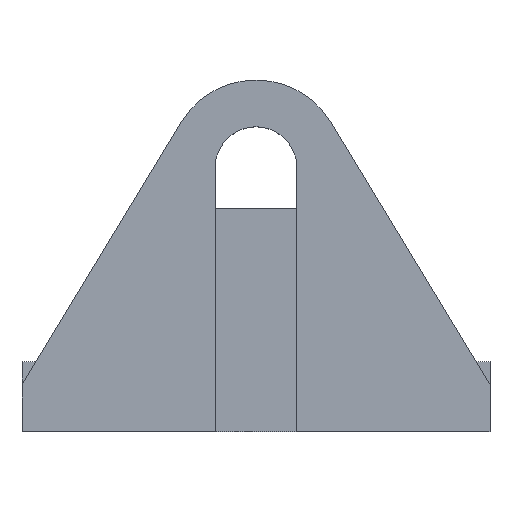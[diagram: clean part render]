
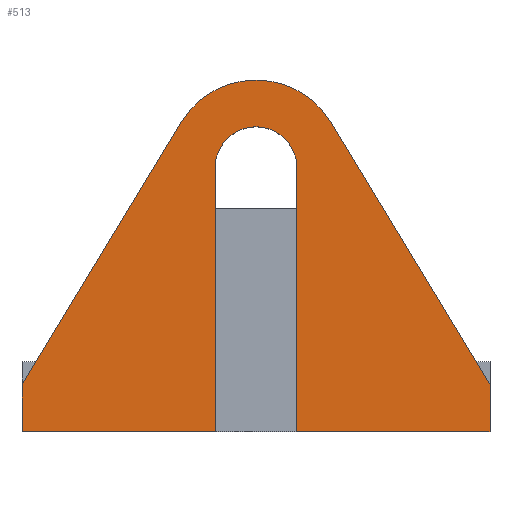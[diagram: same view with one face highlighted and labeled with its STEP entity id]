
A CAD part, top view. The second image highlights one B-rep face of the part: STEP entity #513.
In plain terms, the highlighted planar face has unit normal (0, 0, 1).
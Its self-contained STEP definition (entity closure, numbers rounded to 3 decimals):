
#24=CIRCLE('',#543,3.75);
#26=CIRCLE('',#550,1.75);
#45=FACE_OUTER_BOUND('',#73,.T.);
#73=EDGE_LOOP('',(#379,#380,#381,#382,#383,#384,#385,#386,#387,#388));
#99=LINE('',#720,#161);
#104=LINE('',#733,#166);
#107=LINE('',#739,#169);
#110=LINE('',#745,#172);
#113=LINE('',#751,#175);
#117=LINE('',#763,#179);
#120=LINE('',#769,#182);
#122=LINE('',#772,#184);
#161=VECTOR('',#582,13.114);
#166=VECTOR('',#595,13.114);
#169=VECTOR('',#600,2.);
#172=VECTOR('',#605,8.25);
#175=VECTOR('',#610,11.275);
#179=VECTOR('',#622,11.275);
#182=VECTOR('',#627,8.25);
#184=VECTOR('',#631,2.);
#223=VERTEX_POINT('',#717);
#224=VERTEX_POINT('',#719);
#226=VERTEX_POINT('',#725);
#228=VERTEX_POINT('',#731);
#230=VERTEX_POINT('',#737);
#232=VERTEX_POINT('',#743);
#234=VERTEX_POINT('',#749);
#236=VERTEX_POINT('',#755);
#238=VERTEX_POINT('',#761);
#240=VERTEX_POINT('',#767);
#271=EDGE_CURVE('',#224,#223,#99,.T.);
#275=EDGE_CURVE('',#223,#226,#24,.T.);
#278=EDGE_CURVE('',#228,#226,#104,.T.);
#281=EDGE_CURVE('',#228,#230,#107,.T.);
#284=EDGE_CURVE('',#230,#232,#110,.T.);
#287=EDGE_CURVE('',#234,#232,#113,.T.);
#290=EDGE_CURVE('',#236,#234,#26,.T.);
#293=EDGE_CURVE('',#236,#238,#117,.T.);
#296=EDGE_CURVE('',#238,#240,#120,.T.);
#298=EDGE_CURVE('',#224,#240,#122,.T.);
#379=ORIENTED_EDGE('',*,*,#271,.T.);
#380=ORIENTED_EDGE('',*,*,#275,.T.);
#381=ORIENTED_EDGE('',*,*,#278,.F.);
#382=ORIENTED_EDGE('',*,*,#281,.T.);
#383=ORIENTED_EDGE('',*,*,#284,.T.);
#384=ORIENTED_EDGE('',*,*,#287,.F.);
#385=ORIENTED_EDGE('',*,*,#290,.F.);
#386=ORIENTED_EDGE('',*,*,#293,.T.);
#387=ORIENTED_EDGE('',*,*,#296,.T.);
#388=ORIENTED_EDGE('',*,*,#298,.F.);
#487=PLANE('',#554);
#513=ADVANCED_FACE('',(#45),#487,.T.);
#543=AXIS2_PLACEMENT_3D('',#727,#589,#590);
#550=AXIS2_PLACEMENT_3D('',#757,#616,#617);
#554=AXIS2_PLACEMENT_3D('',#773,#632,#633);
#582=DIRECTION('',(-0.518,0.855,0.));
#589=DIRECTION('center_axis',(0.,0.,1.));
#590=DIRECTION('ref_axis',(1.,0.,0.));
#595=DIRECTION('',(0.518,0.855,0.));
#600=DIRECTION('',(0.,-1.,0.));
#605=DIRECTION('',(1.,0.,0.));
#610=DIRECTION('',(0.,-1.,0.));
#616=DIRECTION('center_axis',(0.,0.,1.));
#617=DIRECTION('ref_axis',(1.,0.,0.));
#622=DIRECTION('',(0.,-1.,0.));
#627=DIRECTION('',(1.,0.,0.));
#631=DIRECTION('',(0.,-1.,0.));
#632=DIRECTION('center_axis',(0.,0.,1.));
#633=DIRECTION('ref_axis',(1.,0.,0.));
#717=CARTESIAN_POINT('',(3.931,12.218,2.));
#719=CARTESIAN_POINT('',(10.723,1.,2.));
#720=CARTESIAN_POINT('',(10.723,1.,2.));
#725=CARTESIAN_POINT('',(-2.485,12.218,2.));
#727=CARTESIAN_POINT('Origin',(0.723,10.275,2.));
#731=CARTESIAN_POINT('',(-9.277,1.,2.));
#733=CARTESIAN_POINT('',(-9.277,1.,2.));
#737=CARTESIAN_POINT('',(-9.277,-1.,2.));
#739=CARTESIAN_POINT('',(-9.277,1.,2.));
#743=CARTESIAN_POINT('',(-1.027,-1.,2.));
#745=CARTESIAN_POINT('',(-9.277,-1.,2.));
#749=CARTESIAN_POINT('',(-1.027,10.275,2.));
#751=CARTESIAN_POINT('',(-1.027,10.275,2.));
#755=CARTESIAN_POINT('',(2.473,10.275,2.));
#757=CARTESIAN_POINT('Origin',(0.723,10.275,2.));
#761=CARTESIAN_POINT('',(2.473,-1.,2.));
#763=CARTESIAN_POINT('',(2.473,10.275,2.));
#767=CARTESIAN_POINT('',(10.723,-1.,2.));
#769=CARTESIAN_POINT('',(2.473,-1.,2.));
#772=CARTESIAN_POINT('',(10.723,1.,2.));
#773=CARTESIAN_POINT('Origin',(0.,0.,2.));
